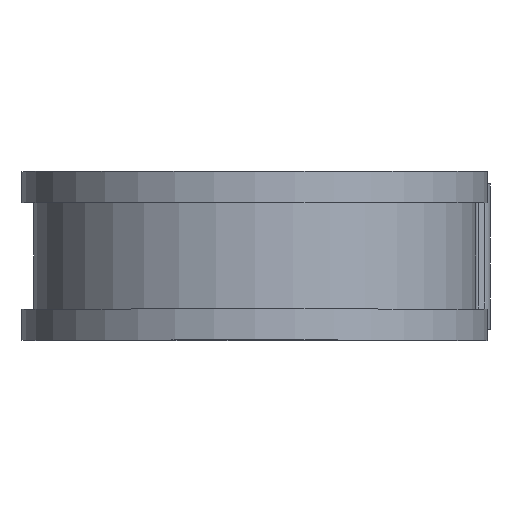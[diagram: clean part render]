
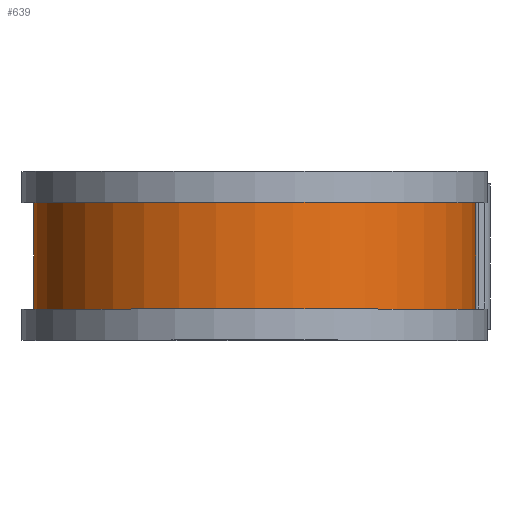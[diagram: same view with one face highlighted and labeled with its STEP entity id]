
A CAD part, top view. The second image highlights one B-rep face of the part: STEP entity #639.
In plain terms, the highlighted cylindrical face has radius 28.931 mm (diameter 57.861 mm), a partial arc.
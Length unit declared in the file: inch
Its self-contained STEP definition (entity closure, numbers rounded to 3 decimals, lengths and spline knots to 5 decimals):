
#108 = VERTEX_POINT ( 'NONE', #1195 ) ;
#151 = LINE ( 'NONE', #1455, #1247 ) ;
#174 = CYLINDRICAL_SURFACE ( 'NONE', #858, 1.139 ) ;
#225 = CARTESIAN_POINT ( 'NONE',  ( 0., -0.275, -1.139 ) ) ;
#243 = AXIS2_PLACEMENT_3D ( 'NONE', #836, #1746, #959 ) ;
#454 = CIRCLE ( 'NONE', #1605, 1.139 ) ;
#490 = ORIENTED_EDGE ( 'NONE', *, *, #1442, .F. ) ;
#550 = EDGE_CURVE ( 'NONE', #1602, #768, #1663, .T. ) ;
#599 = CARTESIAN_POINT ( 'NONE',  ( 0., 0.275, 0. ) ) ;
#639 = ADVANCED_FACE ( 'NONE', ( #1487 ), #174, .T. ) ;
#648 = ORIENTED_EDGE ( 'NONE', *, *, #657, .F. ) ;
#655 = ORIENTED_EDGE ( 'NONE', *, *, #1090, .T. ) ;
#657 = EDGE_CURVE ( 'NONE', #108, #1384, #151, .T. ) ;
#736 = DIRECTION ( 'NONE',  ( 0., 0., -1. ) ) ;
#768 = VERTEX_POINT ( 'NONE', #225 ) ;
#836 = CARTESIAN_POINT ( 'NONE',  ( 0., -0.275, 0. ) ) ;
#858 = AXIS2_PLACEMENT_3D ( 'NONE', #1621, #1330, #1544 ) ;
#893 = VECTOR ( 'NONE', #1562, 39.37008 ) ;
#900 = ORIENTED_EDGE ( 'NONE', *, *, #550, .T. ) ;
#959 = DIRECTION ( 'NONE',  ( 0., 0., -1. ) ) ;
#970 = EDGE_LOOP ( 'NONE', ( #648, #655, #900, #490 ) ) ;
#1090 = EDGE_CURVE ( 'NONE', #108, #1602, #454, .T. ) ;
#1173 = CARTESIAN_POINT ( 'NONE',  ( 1.139, -0.275, 0. ) ) ;
#1195 = CARTESIAN_POINT ( 'NONE',  ( 1.139, 0.275, 0. ) ) ;
#1247 = VECTOR ( 'NONE', #1594, 39.37008 ) ;
#1312 = CARTESIAN_POINT ( 'NONE',  ( 0., 0.375, -1.139 ) ) ;
#1330 = DIRECTION ( 'NONE',  ( 0., -1., 0. ) ) ;
#1362 = CIRCLE ( 'NONE', #243, 1.139 ) ;
#1384 = VERTEX_POINT ( 'NONE', #1173 ) ;
#1442 = EDGE_CURVE ( 'NONE', #1384, #768, #1362, .T. ) ;
#1453 = CARTESIAN_POINT ( 'NONE',  ( 0., 0.275, -1.139 ) ) ;
#1455 = CARTESIAN_POINT ( 'NONE',  ( 1.139, 0.375, 0. ) ) ;
#1487 = FACE_OUTER_BOUND ( 'NONE', #970, .T. ) ;
#1521 = DIRECTION ( 'NONE',  ( 0., -1., 0. ) ) ;
#1544 = DIRECTION ( 'NONE',  ( 0., 0., -1. ) ) ;
#1562 = DIRECTION ( 'NONE',  ( 0., -1., 0. ) ) ;
#1594 = DIRECTION ( 'NONE',  ( 0., -1., 0. ) ) ;
#1602 = VERTEX_POINT ( 'NONE', #1453 ) ;
#1605 = AXIS2_PLACEMENT_3D ( 'NONE', #599, #1521, #736 ) ;
#1621 = CARTESIAN_POINT ( 'NONE',  ( 0., 0.375, 0. ) ) ;
#1663 = LINE ( 'NONE', #1312, #893 ) ;
#1746 = DIRECTION ( 'NONE',  ( 0., -1., 0. ) ) ;
